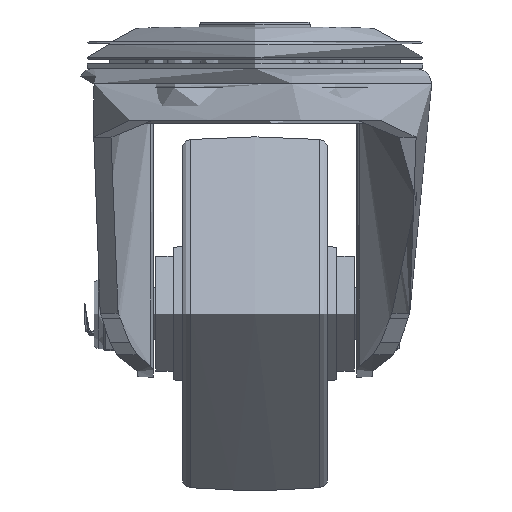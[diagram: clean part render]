
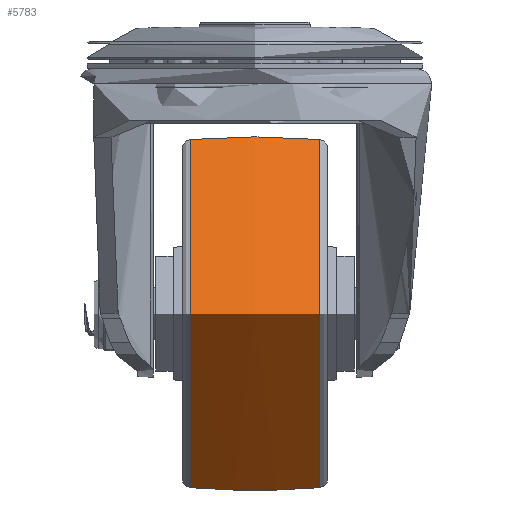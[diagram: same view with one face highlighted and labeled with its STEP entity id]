
A CAD part, left-side view. The second image highlights one B-rep face of the part: STEP entity #5783.
In plain terms, the highlighted free-form (B-spline) face has degree [2, 2] with [3, 9] control points.
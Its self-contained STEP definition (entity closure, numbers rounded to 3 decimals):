
#18=(
BOUNDED_SURFACE()
B_SPLINE_SURFACE(2,2,((#9720,#9721,#9722,#9723,#9724,#9725,#9726,#9727,
#9728),(#9729,#9730,#9731,#9732,#9733,#9734,#9735,#9736,#9737),(#9738,#9739,
#9740,#9741,#9742,#9743,#9744,#9745,#9746)),.UNSPECIFIED.,.F.,.T.,.F.)
B_SPLINE_SURFACE_WITH_KNOTS((3,3),(3,2,2,2,3),(-0.081,0.081),
(-3.142,-1.571,0.,1.571,3.142),
 .UNSPECIFIED.)
GEOMETRIC_REPRESENTATION_ITEM()
RATIONAL_B_SPLINE_SURFACE(((1.,0.707,1.,0.707,1.,
0.707,1.,0.707,1.),(0.997,0.705,
0.997,0.705,0.997,0.705,
0.997,0.705,0.997),(1.,0.707,
1.,0.707,1.,0.707,1.,0.707,1.)))
REPRESENTATION_ITEM('')
SURFACE()
);
#1633=FACE_OUTER_BOUND('',#2013,.T.);
#2013=EDGE_LOOP('',(#4316,#4317,#4318,#4319));
#2413=CIRCLE('',#6388,39.408);
#2414=CIRCLE('',#6389,181.875);
#2415=CIRCLE('',#6390,39.408);
#2668=VERTEX_POINT('',#9717);
#2669=VERTEX_POINT('',#9747);
#3277=EDGE_CURVE('',#2668,#2668,#2413,.T.);
#3278=EDGE_CURVE('',#2668,#2669,#2414,.T.);
#3279=EDGE_CURVE('',#2669,#2669,#2415,.T.);
#4316=ORIENTED_EDGE('',*,*,#3277,.F.);
#4317=ORIENTED_EDGE('',*,*,#3278,.T.);
#4318=ORIENTED_EDGE('',*,*,#3279,.T.);
#4319=ORIENTED_EDGE('',*,*,#3278,.F.);
#5783=ADVANCED_FACE('',(#1633),#18,.F.);
#6388=AXIS2_PLACEMENT_3D('',#9719,#7245,#7246);
#6389=AXIS2_PLACEMENT_3D('',#9748,#7247,#7248);
#6390=AXIS2_PLACEMENT_3D('',#9749,#7249,#7250);
#7245=DIRECTION('center_axis',(0.,1.,0.));
#7246=DIRECTION('ref_axis',(0.,0.,1.));
#7247=DIRECTION('center_axis',(-1.,0.,0.));
#7248=DIRECTION('ref_axis',(0.,0.,-1.));
#7249=DIRECTION('center_axis',(0.,1.,0.));
#7250=DIRECTION('ref_axis',(0.,0.,1.));
#9717=CARTESIAN_POINT('',(0.,14.661,-39.408));
#9719=CARTESIAN_POINT('Origin',(0.,14.661,0.));
#9720=CARTESIAN_POINT('Ctrl Pts',(0.,-14.661,-39.408));
#9721=CARTESIAN_POINT('Ctrl Pts',(-39.408,-14.661,-39.408));
#9722=CARTESIAN_POINT('Ctrl Pts',(-39.408,-14.661,0.));
#9723=CARTESIAN_POINT('Ctrl Pts',(-39.408,-14.661,39.408));
#9724=CARTESIAN_POINT('Ctrl Pts',(0.,-14.661,39.408));
#9725=CARTESIAN_POINT('Ctrl Pts',(39.408,-14.661,39.408));
#9726=CARTESIAN_POINT('Ctrl Pts',(39.408,-14.661,0.));
#9727=CARTESIAN_POINT('Ctrl Pts',(39.408,-14.661,-39.408));
#9728=CARTESIAN_POINT('Ctrl Pts',(0.,-14.661,-39.408));
#9729=CARTESIAN_POINT('Ctrl Pts',(0.,0.,-40.594));
#9730=CARTESIAN_POINT('Ctrl Pts',(-40.594,0.,
-40.594));
#9731=CARTESIAN_POINT('Ctrl Pts',(-40.594,0.,
0.));
#9732=CARTESIAN_POINT('Ctrl Pts',(-40.594,0.,
40.594));
#9733=CARTESIAN_POINT('Ctrl Pts',(0.,0.,40.594));
#9734=CARTESIAN_POINT('Ctrl Pts',(40.594,0.,
40.594));
#9735=CARTESIAN_POINT('Ctrl Pts',(40.594,0.,
0.));
#9736=CARTESIAN_POINT('Ctrl Pts',(40.594,0.,
-40.594));
#9737=CARTESIAN_POINT('Ctrl Pts',(0.,0.,-40.594));
#9738=CARTESIAN_POINT('Ctrl Pts',(0.,14.661,-39.408));
#9739=CARTESIAN_POINT('Ctrl Pts',(-39.408,14.661,-39.408));
#9740=CARTESIAN_POINT('Ctrl Pts',(-39.408,14.661,0.));
#9741=CARTESIAN_POINT('Ctrl Pts',(-39.408,14.661,39.408));
#9742=CARTESIAN_POINT('Ctrl Pts',(0.,14.661,39.408));
#9743=CARTESIAN_POINT('Ctrl Pts',(39.408,14.661,39.408));
#9744=CARTESIAN_POINT('Ctrl Pts',(39.408,14.661,0.));
#9745=CARTESIAN_POINT('Ctrl Pts',(39.408,14.661,-39.408));
#9746=CARTESIAN_POINT('Ctrl Pts',(0.,14.661,-39.408));
#9747=CARTESIAN_POINT('',(0.,-14.661,-39.408));
#9748=CARTESIAN_POINT('Origin',(0.,0.,
141.875));
#9749=CARTESIAN_POINT('Origin',(0.,-14.661,0.));
